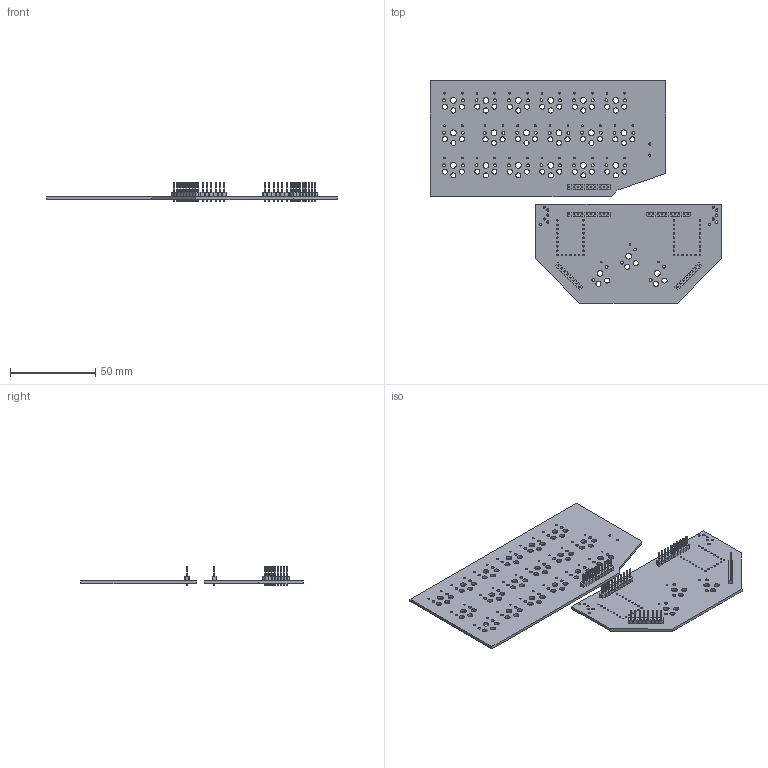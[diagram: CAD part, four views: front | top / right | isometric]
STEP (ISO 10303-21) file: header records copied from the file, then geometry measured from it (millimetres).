
FILE_DESCRIPTION(('KiCad electronic assembly'),'2;1');
FILE_NAME('yubino-hara.step','2024-05-24T22:48:17',('Pcbnew'),('Kicad'), 'Open CASCADE STEP processor 7.7','KiCad to STEP converter','Unknown' );
FILE_SCHEMA(('AUTOMOTIVE_DESIGN { 1 0 10303 214 1 1 1 1 }'));
Length unit declared in the file: millimetre
Products named in the file (9): yubino-hara 1; PinHeader_1x08_P2.54mm_Vertical; PinHeader_1x08_P254mm_Vertical; PinHeader_1x10_P2.54mm_Vertical; PinHeader_1x10_P254mm_Vertical; sepsepkbd_PCB_1; sepsepkbd_PCB_2; sepsepkbd_PCB_3; sepsepkbd_PCB_4
Assembly tree (11 placements, depth 3):
  yubino-hara 1
    PinHeader_1x08_P2.54mm_Vertical  x2
      PinHeader_1x08_P254mm_Vertical
    PinHeader_1x10_P2.54mm_Vertical  x3
      PinHeader_1x10_P254mm_Vertical
    sepsepkbd_PCB_1
    sepsepkbd_PCB_2
    sepsepkbd_PCB_3
    sepsepkbd_PCB_4
Bounding box: 170.81 x 130.53 x 11.54 mm (x, y, z)
Volume: 45547.4 mm3; surface area: 65044.6 mm2
Topology: 9 solids, 9 shells, 1740 faces, 4522 edges, 2892 vertices
Faces by surface type: plane 1188, cylinder 552
Full cylindrical faces by diameter (mm): 0.85 x92, 0.991 x78, 1 x92, 1.2 x8, 1.3 x4, 1.702 x84, 3 x120, 3.429 x42
Entity records: 38985 total; most frequent: DIRECTION 6120, CARTESIAN_POINT 5820, ORIENTED_EDGE 5760, EDGE_CURVE 2880, AXIS2_PLACEMENT_3D 2172, FACE_BOUND 2164, EDGE_LOOP 2164, VERTEX_POINT 1872
